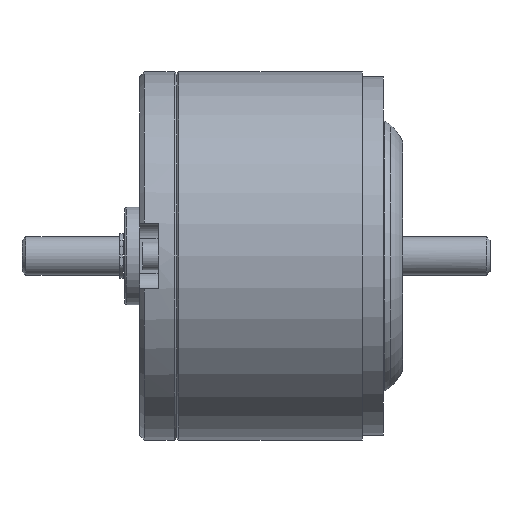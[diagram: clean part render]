
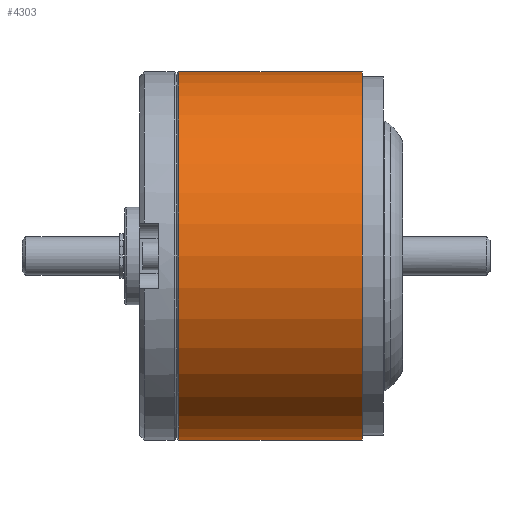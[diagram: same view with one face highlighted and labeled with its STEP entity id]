
A CAD part, front view. The second image highlights one B-rep face of the part: STEP entity #4303.
In plain terms, the highlighted cylindrical face has radius 29.997 mm (diameter 59.995 mm), a partial arc.
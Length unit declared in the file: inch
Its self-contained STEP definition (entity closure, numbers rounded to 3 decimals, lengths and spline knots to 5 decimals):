
#130 = VECTOR ( 'NONE', #8160, 39.37008 ) ;
#232 = CARTESIAN_POINT ( 'NONE',  ( -0.113, 0., -1.181 ) ) ;
#284 = ORIENTED_EDGE ( 'NONE', *, *, #5180, .T. ) ;
#597 = ORIENTED_EDGE ( 'NONE', *, *, #7878, .F. ) ;
#893 = DIRECTION ( 'NONE',  ( -1., 0., 0. ) ) ;
#902 = VERTEX_POINT ( 'NONE', #3333 ) ;
#1521 = LINE ( 'NONE', #232, #6785 ) ;
#1687 = CARTESIAN_POINT ( 'NONE',  ( 1.426, 0., -1.181 ) ) ;
#1830 = ORIENTED_EDGE ( 'NONE', *, *, #4091, .T. ) ;
#2434 = VERTEX_POINT ( 'NONE', #4777 ) ;
#2546 = VERTEX_POINT ( 'NONE', #3538 ) ;
#2828 = EDGE_CURVE ( 'NONE', #6881, #2546, #5093, .T. ) ;
#3104 = AXIS2_PLACEMENT_3D ( 'NONE', #8004, #3990, #8676 ) ;
#3244 = CARTESIAN_POINT ( 'NONE',  ( 0.252, 0., 0. ) ) ;
#3333 = CARTESIAN_POINT ( 'NONE',  ( 0.252, 0., 1.181 ) ) ;
#3456 = DIRECTION ( 'NONE',  ( -1., 0., 0. ) ) ;
#3538 = CARTESIAN_POINT ( 'NONE',  ( 1.426, 0., 1.181 ) ) ;
#3765 = AXIS2_PLACEMENT_3D ( 'NONE', #3244, #7959, #3943 ) ;
#3874 = AXIS2_PLACEMENT_3D ( 'NONE', #4152, #3456, #6812 ) ;
#3943 = DIRECTION ( 'NONE',  ( 0., 0., -1. ) ) ;
#3990 = DIRECTION ( 'NONE',  ( -1., 0., 0. ) ) ;
#4091 = EDGE_CURVE ( 'NONE', #902, #2434, #7121, .T. ) ;
#4152 = CARTESIAN_POINT ( 'NONE',  ( -0.113, 0., 0. ) ) ;
#4303 = ADVANCED_FACE ( 'NONE', ( #5189 ), #6737, .T. ) ;
#4777 = CARTESIAN_POINT ( 'NONE',  ( 0.252, 0., -1.181 ) ) ;
#4835 = CARTESIAN_POINT ( 'NONE',  ( -0.113, 0., 1.181 ) ) ;
#5093 = CIRCLE ( 'NONE', #3104, 1.181 ) ;
#5180 = EDGE_CURVE ( 'NONE', #2546, #902, #5368, .T. ) ;
#5189 = FACE_OUTER_BOUND ( 'NONE', #8355, .T. ) ;
#5368 = LINE ( 'NONE', #4835, #130 ) ;
#5842 = ORIENTED_EDGE ( 'NONE', *, *, #2828, .T. ) ;
#6737 = CYLINDRICAL_SURFACE ( 'NONE', #3874, 1.181 ) ;
#6785 = VECTOR ( 'NONE', #893, 39.37008 ) ;
#6812 = DIRECTION ( 'NONE',  ( 0., 0., 1. ) ) ;
#6881 = VERTEX_POINT ( 'NONE', #1687 ) ;
#7121 = CIRCLE ( 'NONE', #3765, 1.181 ) ;
#7878 = EDGE_CURVE ( 'NONE', #6881, #2434, #1521, .T. ) ;
#7959 = DIRECTION ( 'NONE',  ( 1., 0., 0. ) ) ;
#8004 = CARTESIAN_POINT ( 'NONE',  ( 1.426, 0., 0. ) ) ;
#8160 = DIRECTION ( 'NONE',  ( -1., 0., 0. ) ) ;
#8355 = EDGE_LOOP ( 'NONE', ( #597, #5842, #284, #1830 ) ) ;
#8676 = DIRECTION ( 'NONE',  ( 0., 0., 1. ) ) ;
